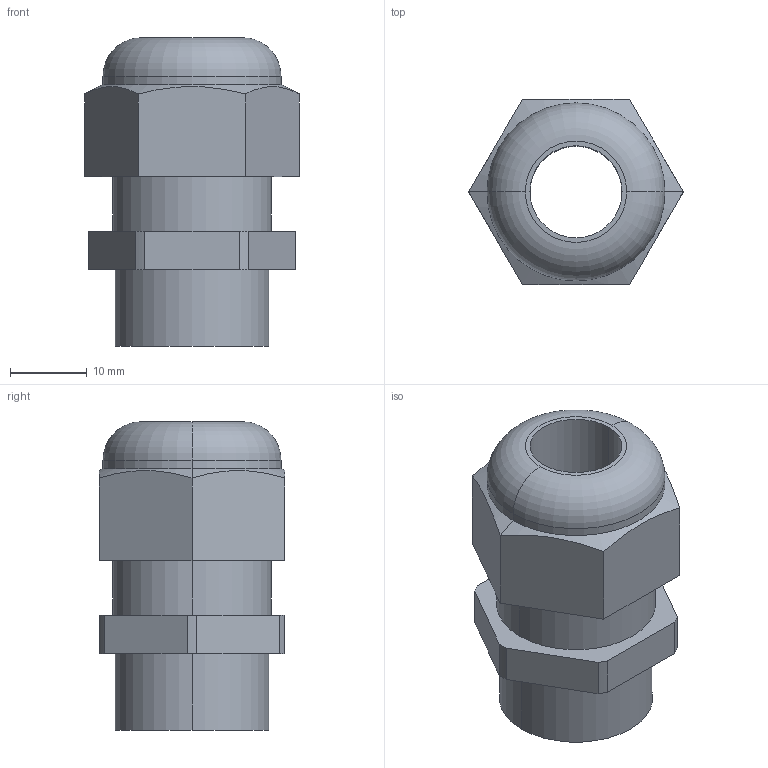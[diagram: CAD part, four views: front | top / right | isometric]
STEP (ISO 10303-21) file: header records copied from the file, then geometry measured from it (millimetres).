
FILE_DESCRIPTION(('Creo Elements/Direct Modeling STEP Export'),'2;1');
FILE_NAME('model.stp','2018-12-11T 8:46:52',(''),(''),'Creo Elements/Direct Modeling STEP processor for AP214 (Solid Model)','Creo Elements/Direct Modeling 18.1I 14-Aug-2016 (C) Parametric Technology GmbH','');
FILE_SCHEMA(('AUTOMOTIVE_DESIGN { 1 0 10303 214 1 1 1 1 }'));
Length unit declared in the file: millimetre
Products named in the file (2): G_INS_M20_S68N_PNES_BK-select
Assembly tree (1 placements, depth 2):
  G_INS_M20_S68N_PNES_BK-select
    G_INS_M20_S68N_PNES_BK-select
Bounding box: 27.94 x 24.2 x 40.21 mm (x, y, z)
Volume: 11754 mm3; surface area: 5370.2 mm2
Topology: 1 solids, 1 shells, 35 faces, 84 edges, 54 vertices
Faces by surface type: plane 17, cylinder 14, cone 2, torus 2
Entity records: 1377 total; most frequent: CARTESIAN_POINT 239, DIRECTION 168, ORIENTED_EDGE 168, EDGE_CURVE 84, AXIS2_PLACEMENT_3D 61, VERTEX_POINT 54, VECTOR 46, LINE 46
